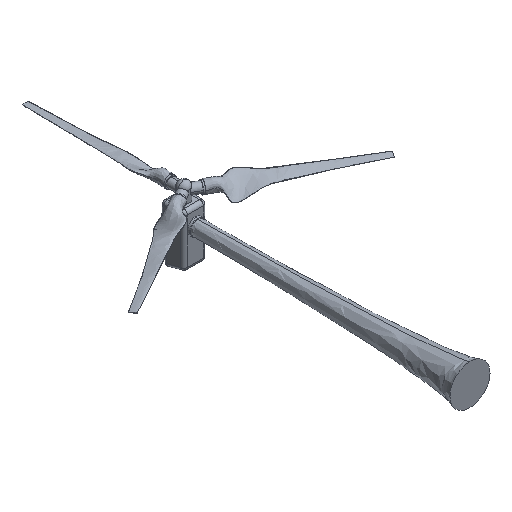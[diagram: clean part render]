
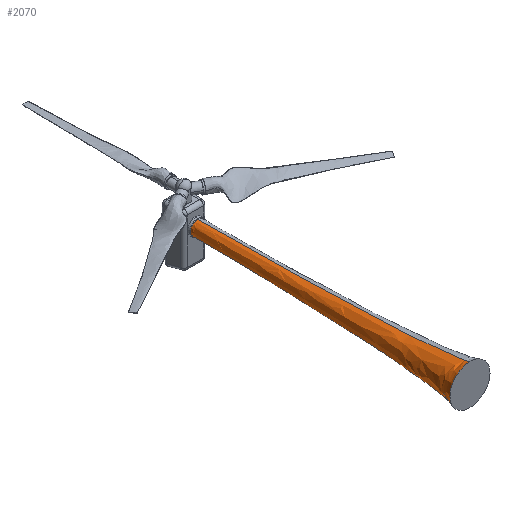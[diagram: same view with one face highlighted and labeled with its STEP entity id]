
A CAD part, isometric view. The second image highlights one B-rep face of the part: STEP entity #2070.
In plain terms, the highlighted free-form (B-spline) face has degree [3, 3] with [4, 4] control points.
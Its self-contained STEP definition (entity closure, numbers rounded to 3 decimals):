
#123 = DIRECTION ( 'NONE',  ( 0., 0., 1. ) ) ;
#243 = CARTESIAN_POINT ( 'NONE',  ( 0., -100000., -16000. ) ) ;
#269 = CARTESIAN_POINT ( 'NONE',  ( 0., -5632.505, -11480. ) ) ;
#302 = CARTESIAN_POINT ( 'NONE',  ( 0., -4800., -9000. ) ) ;
#337 = FACE_OUTER_BOUND ( 'NONE', #3138, .T. ) ;
#343 = CARTESIAN_POINT ( 'NONE',  ( 0., -4800., -11480. ) ) ;
#438 = CARTESIAN_POINT ( 'NONE',  ( 0., -90939.906, -6182.478 ) ) ;
#669 = CARTESIAN_POINT ( 'NONE',  ( 0., -4800., -6520. ) ) ;
#757 = B_SPLINE_CURVE_WITH_KNOTS ( 'NONE', 3,
 ( #1044, #4439, #1282, #243 ),
 .UNSPECIFIED., .F., .F.,
 ( 4, 4 ),
 ( 0., 1. ),
 .UNSPECIFIED. ) ;
#816 = CARTESIAN_POINT ( 'NONE',  ( 0., -90939.906, -11817.522 ) ) ;
#839 = CARTESIAN_POINT ( 'NONE',  ( 0., -100000., -16000. ) ) ;
#921 = VERTEX_POINT ( 'NONE', #3745 ) ;
#1044 = CARTESIAN_POINT ( 'NONE',  ( 0., -4800., -11480. ) ) ;
#1120 = CARTESIAN_POINT ( 'NONE',  ( -4960., -4800., -6520. ) ) ;
#1282 = CARTESIAN_POINT ( 'NONE',  ( 0., -90939.906, -11817.522 ) ) ;
#1365 = EDGE_CURVE ( 'NONE', #2488, #921, #3827, .T. ) ;
#1425 = CIRCLE ( 'NONE', #4222, 7000. ) ;
#1478 = ORIENTED_EDGE ( 'NONE', *, *, #1365, .F. ) ;
#1522 = ORIENTED_EDGE ( 'NONE', *, *, #4526, .T. ) ;
#1573 = CARTESIAN_POINT ( 'NONE',  ( 0., -100000., -2000. ) ) ;
#1602 = CARTESIAN_POINT ( 'NONE',  ( -5635.043, -90939.906, -11817.522 ) ) ;
#1662 = DIRECTION ( 'NONE',  ( 0., 1., 0. ) ) ;
#1773 = DIRECTION ( 'NONE',  ( 0., 1., 0. ) ) ;
#1810 = CARTESIAN_POINT ( 'NONE',  ( -4960., -5632.505, -11480. ) ) ;
#1866 = EDGE_CURVE ( 'NONE', #4781, #3937, #1425, .T. ) ;
#2070 = ADVANCED_FACE ( 'NONE', ( #337 ), #4033, .T. ) ;
#2192 = CARTESIAN_POINT ( 'NONE',  ( 0., -4800., -11480. ) ) ;
#2209 = B_SPLINE_CURVE_WITH_KNOTS ( 'NONE', 3,
 ( #4062, #4133, #4865, #3363 ),
 .UNSPECIFIED., .F., .F.,
 ( 4, 4 ),
 ( 0., 1. ),
 .UNSPECIFIED. ) ;
#2488 = VERTEX_POINT ( 'NONE', #343 ) ;
#2664 = ORIENTED_EDGE ( 'NONE', *, *, #4220, .F. ) ;
#3037 = CARTESIAN_POINT ( 'NONE',  ( -4960., -4800., -11480. ) ) ;
#3091 = CARTESIAN_POINT ( 'NONE',  ( 0., -100000., -9000. ) ) ;
#3137 = CARTESIAN_POINT ( 'NONE',  ( -14000., -100000., -16000. ) ) ;
#3138 = EDGE_LOOP ( 'NONE', ( #1478, #1522, #3151, #2664 ) ) ;
#3151 = ORIENTED_EDGE ( 'NONE', *, *, #1866, .T. ) ;
#3329 = DIRECTION ( 'NONE',  ( 0., 0., 1. ) ) ;
#3342 = CARTESIAN_POINT ( 'NONE',  ( -4960., -5632.505, -6520. ) ) ;
#3363 = CARTESIAN_POINT ( 'NONE',  ( 0., -100000., -2000. ) ) ;
#3745 = CARTESIAN_POINT ( 'NONE',  ( 0., -4800., -6520. ) ) ;
#3827 = CIRCLE ( 'NONE', #4068, 2480. ) ;
#3833 = CARTESIAN_POINT ( 'NONE',  ( 0., -100000., -16000. ) ) ;
#3856 = CARTESIAN_POINT ( 'NONE',  ( -5635.043, -90939.906, -6182.478 ) ) ;
#3937 = VERTEX_POINT ( 'NONE', #4391 ) ;
#4033 =( BOUNDED_SURFACE ( )  B_SPLINE_SURFACE ( 3, 3, ( 
 ( #2192, #3037, #1120, #669 ),
 ( #269, #1810, #3342, #4488 ),
 ( #816, #1602, #3856, #438 ),
 ( #3833, #3137, #4603, #1573 ) ),
 .UNSPECIFIED., .F., .F., .F. ) 
 B_SPLINE_SURFACE_WITH_KNOTS ( ( 4, 4 ),
 ( 4, 4 ),
 ( 0., 1. ),
 ( 0., 1. ),
 .UNSPECIFIED. ) 
 GEOMETRIC_REPRESENTATION_ITEM ( )  RATIONAL_B_SPLINE_SURFACE ( (
 ( 1., 0.333, 0.333, 1.),
 ( 1., 0.333, 0.333, 1.),
 ( 1., 0.333, 0.333, 1.),
 ( 1., 0.333, 0.333, 1.) ) ) 
 REPRESENTATION_ITEM ( '' )  SURFACE ( )  );
#4062 = CARTESIAN_POINT ( 'NONE',  ( 0., -4800., -6520. ) ) ;
#4068 = AXIS2_PLACEMENT_3D ( 'NONE', #302, #1773, #3329 ) ;
#4133 = CARTESIAN_POINT ( 'NONE',  ( 0., -5632.505, -6520. ) ) ;
#4220 = EDGE_CURVE ( 'NONE', #921, #3937, #2209, .T. ) ;
#4222 = AXIS2_PLACEMENT_3D ( 'NONE', #3091, #1662, #123 ) ;
#4391 = CARTESIAN_POINT ( 'NONE',  ( 0., -100000., -2000. ) ) ;
#4439 = CARTESIAN_POINT ( 'NONE',  ( 0., -5632.505, -11480. ) ) ;
#4488 = CARTESIAN_POINT ( 'NONE',  ( 0., -5632.505, -6520. ) ) ;
#4526 = EDGE_CURVE ( 'NONE', #2488, #4781, #757, .T. ) ;
#4603 = CARTESIAN_POINT ( 'NONE',  ( -14000., -100000., -2000. ) ) ;
#4781 = VERTEX_POINT ( 'NONE', #839 ) ;
#4865 = CARTESIAN_POINT ( 'NONE',  ( 0., -90939.906, -6182.478 ) ) ;
